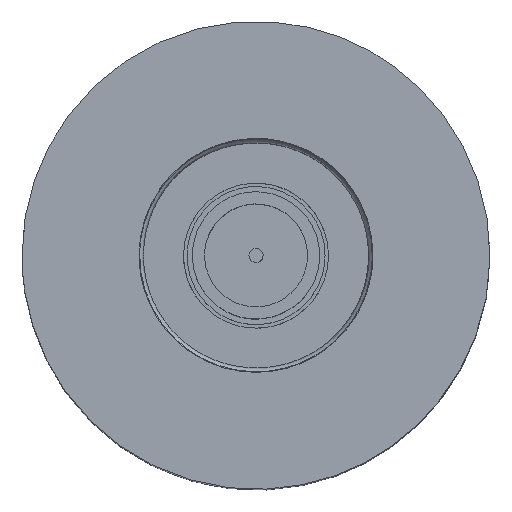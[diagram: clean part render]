
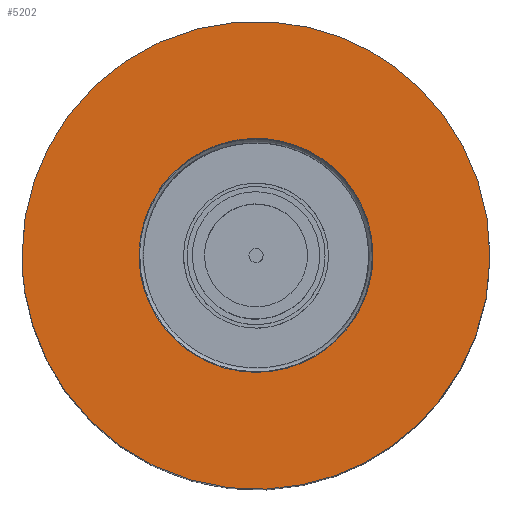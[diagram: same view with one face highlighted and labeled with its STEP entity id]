
A CAD part, top view. The second image highlights one B-rep face of the part: STEP entity #5202.
In plain terms, the highlighted free-form (B-spline) face has degree [1, 1] with [2, 2] control points.
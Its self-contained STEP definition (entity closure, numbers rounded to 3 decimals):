
#4871 = EDGE_CURVE('',#4872,#4872,#4874,.T.);
#4872 = VERTEX_POINT('',#4873);
#4873 = CARTESIAN_POINT('',(-12.722,0.,24.655));
#4874 = ( BOUNDED_CURVE() B_SPLINE_CURVE(2,(#4875,#4876,#4877,#4878,
#4879,#4880,#4881),.UNSPECIFIED.,.T.,.F.) B_SPLINE_CURVE_WITH_KNOTS((1,2
    ,2,2,2,1),(-2.094,0.,2.094,4.189,
6.283,8.378),.UNSPECIFIED.) CURVE() 
GEOMETRIC_REPRESENTATION_ITEM() RATIONAL_B_SPLINE_CURVE((1.,0.5,1.,0.5,
1.,0.5,1.)) REPRESENTATION_ITEM('') );
#4875 = CARTESIAN_POINT('',(-12.722,0.,24.655));
#4876 = CARTESIAN_POINT('',(-12.722,22.035,
    24.655));
#4877 = CARTESIAN_POINT('',(6.361,11.017,
    24.655));
#4878 = CARTESIAN_POINT('',(25.443,0.,
    24.655));
#4879 = CARTESIAN_POINT('',(6.361,-11.017,
    24.655));
#4880 = CARTESIAN_POINT('',(-12.722,-22.035,
    24.655));
#4881 = CARTESIAN_POINT('',(-12.722,0.,24.655));
#5169 = EDGE_CURVE('',#5170,#5170,#5172,.T.);
#5170 = VERTEX_POINT('',#5171);
#5171 = CARTESIAN_POINT('',(-6.361,0.,24.655));
#5172 = ( BOUNDED_CURVE() B_SPLINE_CURVE(2,(#5173,#5174,#5175,#5176,
#5177,#5178,#5179),.UNSPECIFIED.,.T.,.F.) B_SPLINE_CURVE_WITH_KNOTS((1,2
    ,2,2,2,1),(-2.094,0.,2.094,4.189,
6.283,8.378),.UNSPECIFIED.) CURVE() 
GEOMETRIC_REPRESENTATION_ITEM() RATIONAL_B_SPLINE_CURVE((1.,0.5,1.,0.5,
1.,0.5,1.)) REPRESENTATION_ITEM('') );
#5173 = CARTESIAN_POINT('',(-6.361,0.,24.655));
#5174 = CARTESIAN_POINT('',(-6.361,11.017,
    24.655));
#5175 = CARTESIAN_POINT('',(3.18,5.509,
    24.655));
#5176 = CARTESIAN_POINT('',(12.722,0.,
    24.655));
#5177 = CARTESIAN_POINT('',(3.18,-5.509,
    24.655));
#5178 = CARTESIAN_POINT('',(-6.361,-11.017,
    24.655));
#5179 = CARTESIAN_POINT('',(-6.361,0.,24.655));
#5202 = ADVANCED_FACE('',(#5203,#5206),#5209,.T.);
#5203 = FACE_BOUND('',#5204,.T.);
#5204 = EDGE_LOOP('',(#5205));
#5205 = ORIENTED_EDGE('',*,*,#4871,.F.);
#5206 = FACE_BOUND('',#5207,.T.);
#5207 = EDGE_LOOP('',(#5208));
#5208 = ORIENTED_EDGE('',*,*,#5169,.T.);
#5209 = B_SPLINE_SURFACE_WITH_KNOTS('',1,1,(
    (#5210,#5211)
    ,(#5212,#5213
    )),.UNSPECIFIED.,.F.,.F.,.F.,(2,2),(2,2),(-12.7,12.7),(-25.4,0.),
  .PIECEWISE_BEZIER_KNOTS.);
#5210 = CARTESIAN_POINT('',(-12.722,-12.722,
    24.655));
#5211 = CARTESIAN_POINT('',(-12.722,12.722,
    24.655));
#5212 = CARTESIAN_POINT('',(12.722,-12.722,
    24.655));
#5213 = CARTESIAN_POINT('',(12.722,12.722,
    24.655));
